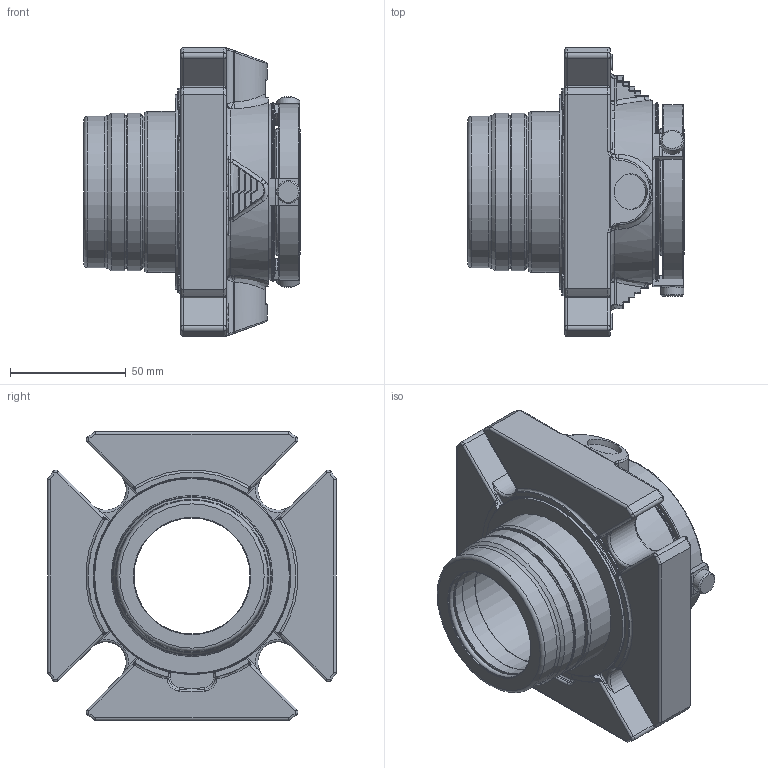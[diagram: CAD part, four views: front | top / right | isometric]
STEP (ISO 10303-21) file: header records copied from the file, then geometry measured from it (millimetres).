
FILE_DESCRIPTION(/* description */ ('Unknown'),/* implementation_level */ '2;1');
FILE_NAME(/* name */ '50mm - STEP REMAKE',/* time_stamp */ '2023-01-30T10:40:25+00:00',/* author */ ('Unknown'),/* organization */ ('Unknown'),/* preprocessor_version */ 'ST-DEVELOPER v16.7',/* originating_system */ 'Solid Edge',/* authorisation */ 'Unknown');
FILE_SCHEMA (('AUTOMOTIVE_DESIGN {1 0 10303 214 3 1 1}'));
Length unit declared in the file: millimetre
Products named in the file (1): 50mm
Bounding box: 93.24 x 124.46 x 124.46 mm (x, y, z)
Volume: 387997.6 mm3; surface area: 78671.6 mm2
Topology: 1 solids, 3 shells, 1084 faces, 2771 edges, 1702 vertices
Faces by surface type: cylinder 345, plane 313, bspline 237, torus 125, cone 32, sphere 32
Full cylindrical faces by diameter (mm): 2.37 x2, 4.837 x2, 10 x3, 15.342 x2, 50.013 x1, 50.114 x3, 50.368 x1, 54.458 x2, 54.534 x2, 65.253 x1, 65.913 x2, 66.421 x1, 67.894 x1, 67.996 x1, 69.494 x1, 75.692 x2, 77.216 x1, 81.229 x1, 84 x1, 84.176 x1, 84.582 x1, 84.836 x1
Entity records: 35694 total; most frequent: CARTESIAN_POINT 11381, ORIENTED_EDGE 5282, DIRECTION 4670, EDGE_CURVE 2641, AXIS2_PLACEMENT_3D 1766, VERTEX_POINT 1673, FACE_BOUND 1208, EDGE_LOOP 1206
